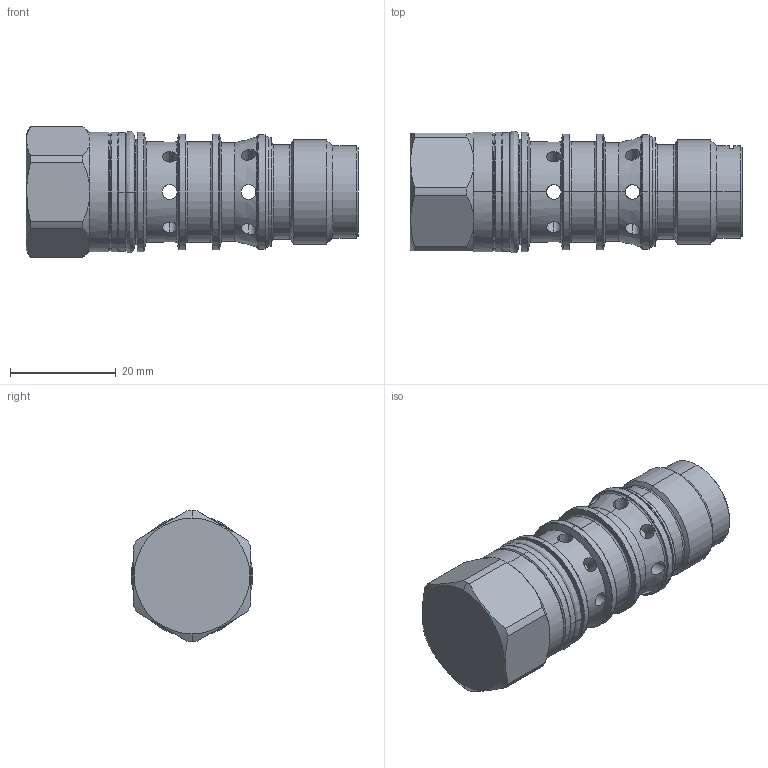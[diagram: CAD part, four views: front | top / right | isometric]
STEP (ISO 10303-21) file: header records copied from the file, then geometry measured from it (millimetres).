
FILE_DESCRIPTION((''),'2;1');
FILE_NAME('XMOBXXN','2024-07-19T10:23:18',('AlainG'),('Sun Hydraulics LLC'),'CREO PARAMETRIC BY PTC INC, 2021072','CREO PARAMETRIC BY PTC INC, 2021072','');
FILE_SCHEMA(('AUTOMOTIVE_DESIGN { 1 0 10303 214 1 1 1 1 }'));
Length unit declared in the file: inch
Products named in the file (1): XMOBXXN
Bounding box: 62.71 x 22.96 x 24.84 mm (x, y, z)
Volume: 12200.1 mm3; surface area: 8433.9 mm2
Topology: 1 solids, 1 shells, 194 faces, 492 edges, 294 vertices
Faces by surface type: cylinder 82, torus 46, cone 38, plane 26, revolution 2
Entity records: 7874 total; most frequent: CARTESIAN_POINT 2467, DIRECTION 1034, ORIENTED_EDGE 980, EDGE_CURVE 490, AXIS2_PLACEMENT_3D 447, VERTEX_POINT 294, COLOUR_RGB 278, CIRCLE 246
